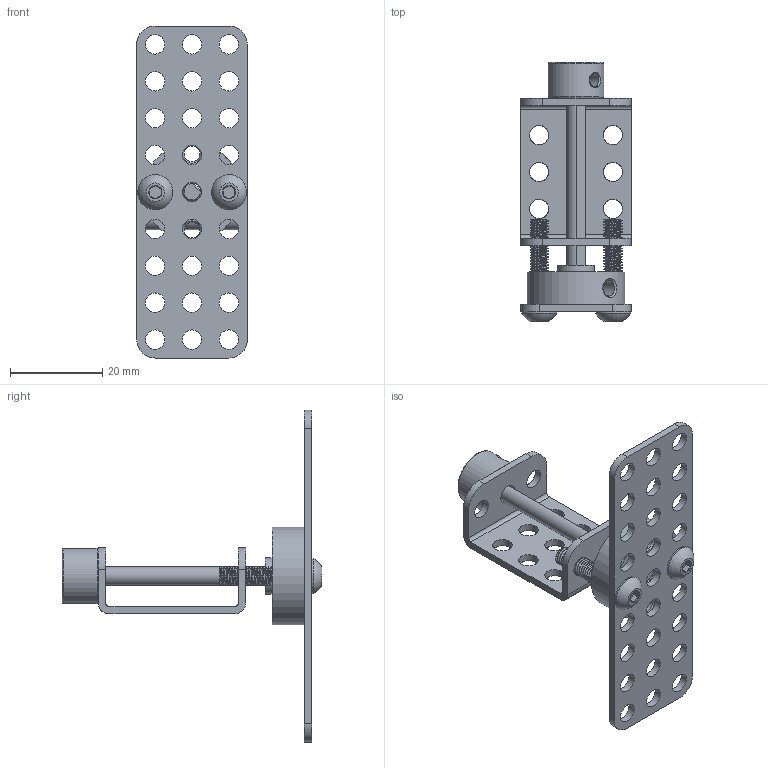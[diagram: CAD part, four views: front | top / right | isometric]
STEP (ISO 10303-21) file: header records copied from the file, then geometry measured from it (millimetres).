
FILE_DESCRIPTION( ( '' ), ' ' );
FILE_NAME( '5e2f03b63ca5cb14b4759ec8.step', '2020-01-27T15:37:26', ( '' ), ( '' ), ' ', ' ', ' ' );
FILE_SCHEMA( ( 'AUTOMOTIVE_DESIGN { 1 0 10303 214 1 1 1 1 }' ) );
Length unit declared in the file: metre
Products named in the file (7): Assem1; 08-0019 4mm Axle Collar; 10-0052 52mm D-Shaft; 08-0007 4mm Axle Hub; 05-0303 3x3 Flanged Plate; 2802-0004-0020; 04-0309 3x9 Gusset Plate
Assembly tree (7 placements, depth 2):
  Assem1
    08-0019 4mm Axle Collar
    10-0052 52mm D-Shaft
    08-0007 4mm Axle Hub
    05-0303 3x3 Flanged Plate
    2802-0004-0020  x2
    04-0309 3x9 Gusset Plate
Bounding box: 24 x 56.3 x 72 mm (x, y, z)
Volume: 7878.7 mm3; surface area: 10178.7 mm2
Topology: 7 solids, 7 shells, 154 faces, 716 edges, 583 vertices
Faces by surface type: cylinder 72, plane 46, cone 24, bspline 6, torus 4, sphere 2
Full cylindrical faces by diameter (mm): 2.8 x1, 3.4 x4, 3.45 x1, 4 x1, 4.05 x1, 4.2 x42, 7.6 x2, 7.95 x1, 12 x1, 21.1 x1
Entity records: 19907 total; most frequent: CARTESIAN_POINT 15142, ORIENTED_EDGE 936, EDGE_CURVE 468, VERTEX_POINT 422, DIRECTION 377, B_SPLINE_CURVE_WITH_KNOTS 337, EDGE_LOOP 306, FACE_OUTER_BOUND 192
